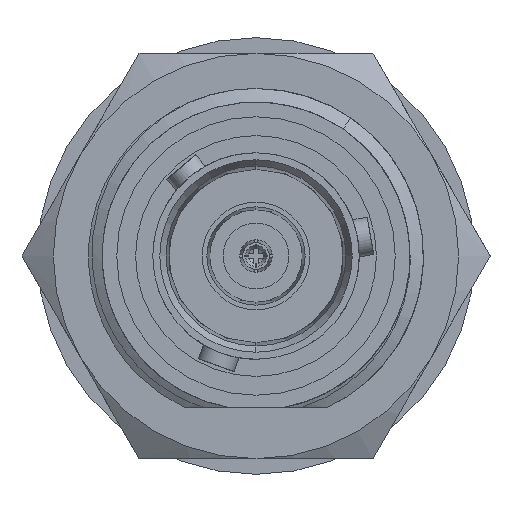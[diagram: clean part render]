
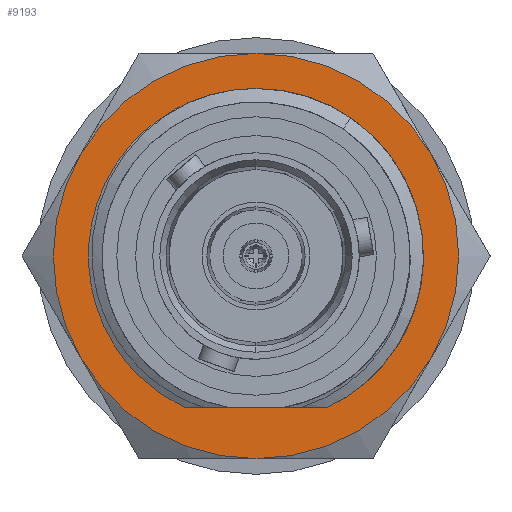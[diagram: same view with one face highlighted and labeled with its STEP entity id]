
A CAD part, left-side view. The second image highlights one B-rep face of the part: STEP entity #9193.
In plain terms, the highlighted face is planar.
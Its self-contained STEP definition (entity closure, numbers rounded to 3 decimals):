
#154 = CARTESIAN_POINT ( 'NONE',  ( 1.25, 0., 0. ) ) ;
#1635 = CARTESIAN_POINT ( 'NONE',  ( 1.25, -8.249, 4.762 ) ) ;
#1676 = DIRECTION ( 'NONE',  ( 0., 0., 1. ) ) ;
#1773 = AXIS2_PLACEMENT_3D ( 'NONE', #15284, #13350, #20392 ) ;
#2101 = VERTEX_POINT ( 'NONE', #18845 ) ;
#2339 = EDGE_CURVE ( 'NONE', #3886, #13040, #5797, .T. ) ;
#2723 = DIRECTION ( 'NONE',  ( -1., 0., 0. ) ) ;
#3052 = EDGE_CURVE ( 'NONE', #13040, #3886, #15515, .T. ) ;
#3459 = CARTESIAN_POINT ( 'NONE',  ( 1.25, 0., 0. ) ) ;
#3694 = CARTESIAN_POINT ( 'NONE',  ( 1.25, -1.636, -6.942 ) ) ;
#3822 = ORIENTED_EDGE ( 'NONE', *, *, #17596, .F. ) ;
#3886 = VERTEX_POINT ( 'NONE', #20340 ) ;
#4427 = DIRECTION ( 'NONE',  ( 0., 0., 1. ) ) ;
#4429 = AXIS2_PLACEMENT_3D ( 'NONE', #6807, #19331, #1676 ) ;
#4470 = VERTEX_POINT ( 'NONE', #19716 ) ;
#4629 = FACE_OUTER_BOUND ( 'NONE', #10756, .T. ) ;
#4742 = FACE_BOUND ( 'NONE', #8138, .T. ) ;
#4778 = EDGE_CURVE ( 'NONE', #17523, #4470, #21775, .T. ) ;
#5247 = ORIENTED_EDGE ( 'NONE', *, *, #10570, .F. ) ;
#5412 = CARTESIAN_POINT ( 'NONE',  ( 1.25, 2.573, -6.652 ) ) ;
#5512 = ORIENTED_EDGE ( 'NONE', *, *, #5711, .F. ) ;
#5677 = DIRECTION ( 'NONE',  ( 0., 0., 1. ) ) ;
#5711 = EDGE_CURVE ( 'NONE', #4470, #14707, #21428, .T. ) ;
#5792 = CARTESIAN_POINT ( 'NONE',  ( 1.25, 0., 0. ) ) ;
#5797 = CIRCLE ( 'NONE', #14170, 7.112 ) ;
#5923 = CIRCLE ( 'NONE', #20092, 9.525 ) ;
#6807 = CARTESIAN_POINT ( 'NONE',  ( 1.25, 0., 0. ) ) ;
#7089 = DIRECTION ( 'NONE',  ( 0., 0., 1. ) ) ;
#7119 = DIRECTION ( 'NONE',  ( 0., 0., 1. ) ) ;
#8138 = EDGE_LOOP ( 'NONE', ( #21377, #17988 ) ) ;
#8939 = DIRECTION ( 'NONE',  ( 0., 0., 1. ) ) ;
#8948 = CARTESIAN_POINT ( 'NONE',  ( 1.25, 1.022, -7.059 ) ) ;
#9193 = ADVANCED_FACE ( 'NONE', ( #4742, #4629 ), #11591, .T. ) ;
#9801 = AXIS2_PLACEMENT_3D ( 'NONE', #19153, #15629, #7089 ) ;
#10570 = EDGE_CURVE ( 'NONE', #12332, #13357, #12807, .T. ) ;
#10661 = CARTESIAN_POINT ( 'NONE',  ( 1.25, -2.158, -6.798 ) ) ;
#10756 = EDGE_LOOP ( 'NONE', ( #3822, #11854, #5512, #17498, #16230, #5247 ) ) ;
#10774 = CARTESIAN_POINT ( 'NONE',  ( 1.25, 1.547, -6.962 ) ) ;
#10998 = CARTESIAN_POINT ( 'NONE',  ( 1.25, -0.584, -7.093 ) ) ;
#11105 = CARTESIAN_POINT ( 'NONE',  ( 1.25, -0.848, -7.066 ) ) ;
#11591 = PLANE ( 'NONE',  #14973 ) ;
#11808 = CARTESIAN_POINT ( 'NONE',  ( 1.25, 3.539, -6.169 ) ) ;
#11816 = DIRECTION ( 'NONE',  ( 1., 0., 0. ) ) ;
#11854 = ORIENTED_EDGE ( 'NONE', *, *, #19433, .F. ) ;
#12251 = DIRECTION ( 'NONE',  ( -1., 0., 0. ) ) ;
#12332 = VERTEX_POINT ( 'NONE', #18887 ) ;
#12807 = CIRCLE ( 'NONE', #4429, 9.525 ) ;
#13040 = VERTEX_POINT ( 'NONE', #11808 ) ;
#13350 = DIRECTION ( 'NONE',  ( -1., 0., 0. ) ) ;
#13357 = VERTEX_POINT ( 'NONE', #1635 ) ;
#14080 = CARTESIAN_POINT ( 'NONE',  ( 1.25, -2.658, -6.596 ) ) ;
#14170 = AXIS2_PLACEMENT_3D ( 'NONE', #154, #12251, #8939 ) ;
#14497 = CARTESIAN_POINT ( 'NONE',  ( 1.25, 8.249, -4.763 ) ) ;
#14707 = VERTEX_POINT ( 'NONE', #14497 ) ;
#14973 = AXIS2_PLACEMENT_3D ( 'NONE', #18414, #11816, #15234 ) ;
#15234 = DIRECTION ( 'NONE',  ( 0., 0., -1. ) ) ;
#15284 = CARTESIAN_POINT ( 'NONE',  ( 1.25, 0., 0. ) ) ;
#15366 = EDGE_CURVE ( 'NONE', #13357, #17523, #5923, .T. ) ;
#15515 = B_SPLINE_CURVE_WITH_KNOTS ( 'NONE', 3,
 ( #21347, #19765, #5412, #10774, #8948, #17712, #19312, #10998, #11105, #3694, #10661, #14080 ),
 .UNSPECIFIED., .F., .F.,
 ( 4, 2, 2, 2, 2, 4 ),
 ( 0., 0.002, 0.003, 0.004, 0.005, 0.006 ),
 .UNSPECIFIED. ) ;
#15629 = DIRECTION ( 'NONE',  ( -1., 0., 0. ) ) ;
#16230 = ORIENTED_EDGE ( 'NONE', *, *, #15366, .F. ) ;
#16804 = AXIS2_PLACEMENT_3D ( 'NONE', #3459, #19077, #7119 ) ;
#17498 = ORIENTED_EDGE ( 'NONE', *, *, #4778, .F. ) ;
#17523 = VERTEX_POINT ( 'NONE', #18457 ) ;
#17536 = CIRCLE ( 'NONE', #16804, 9.525 ) ;
#17596 = EDGE_CURVE ( 'NONE', #2101, #12332, #22118, .T. ) ;
#17712 = CARTESIAN_POINT ( 'NONE',  ( 1.25, 0.217, -7.114 ) ) ;
#17988 = ORIENTED_EDGE ( 'NONE', *, *, #2339, .T. ) ;
#18414 = CARTESIAN_POINT ( 'NONE',  ( 1.25, 0., 0. ) ) ;
#18457 = CARTESIAN_POINT ( 'NONE',  ( 1.25, 0., 9.525 ) ) ;
#18659 = CARTESIAN_POINT ( 'NONE',  ( 1.25, 0., 0. ) ) ;
#18845 = CARTESIAN_POINT ( 'NONE',  ( 1.25, 0., -9.525 ) ) ;
#18887 = CARTESIAN_POINT ( 'NONE',  ( 1.25, -8.249, -4.763 ) ) ;
#19077 = DIRECTION ( 'NONE',  ( -1., 0., 0. ) ) ;
#19153 = CARTESIAN_POINT ( 'NONE',  ( 1.25, 0., 0. ) ) ;
#19312 = CARTESIAN_POINT ( 'NONE',  ( 1.25, -0.052, -7.117 ) ) ;
#19331 = DIRECTION ( 'NONE',  ( -1., 0., 0. ) ) ;
#19433 = EDGE_CURVE ( 'NONE', #14707, #2101, #17536, .T. ) ;
#19716 = CARTESIAN_POINT ( 'NONE',  ( 1.25, 8.249, 4.762 ) ) ;
#19765 = CARTESIAN_POINT ( 'NONE',  ( 1.25, 3.071, -6.437 ) ) ;
#20092 = AXIS2_PLACEMENT_3D ( 'NONE', #18659, #2723, #4427 ) ;
#20340 = CARTESIAN_POINT ( 'NONE',  ( 1.25, -2.658, -6.596 ) ) ;
#20392 = DIRECTION ( 'NONE',  ( 0., 0., 1. ) ) ;
#21280 = DIRECTION ( 'NONE',  ( -1., 0., 0. ) ) ;
#21347 = CARTESIAN_POINT ( 'NONE',  ( 1.25, 3.539, -6.169 ) ) ;
#21377 = ORIENTED_EDGE ( 'NONE', *, *, #3052, .T. ) ;
#21428 = CIRCLE ( 'NONE', #9801, 9.525 ) ;
#21775 = CIRCLE ( 'NONE', #22481, 9.525 ) ;
#22118 = CIRCLE ( 'NONE', #1773, 9.525 ) ;
#22481 = AXIS2_PLACEMENT_3D ( 'NONE', #5792, #21280, #5677 ) ;
